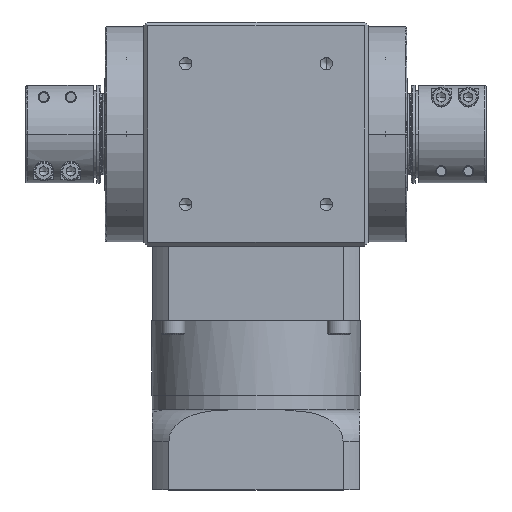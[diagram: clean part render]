
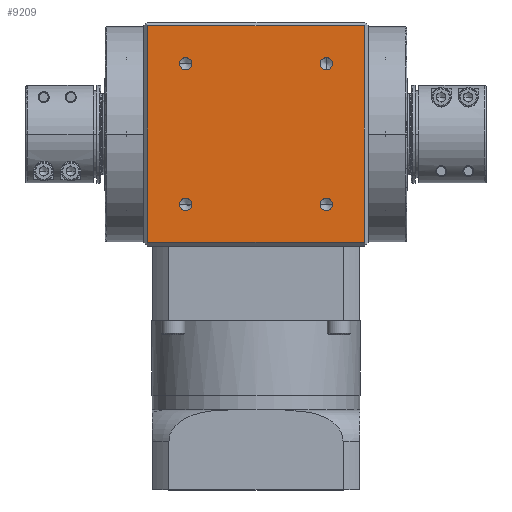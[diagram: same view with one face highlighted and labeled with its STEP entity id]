
A CAD part, top view. The second image highlights one B-rep face of the part: STEP entity #9209.
In plain terms, the highlighted planar face has unit normal (0, 0, 1).
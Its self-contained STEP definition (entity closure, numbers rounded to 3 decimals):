
#78 = EDGE_CURVE ( 'NONE', #30511, #32172, #948, .T. ) ;
#152 = EDGE_CURVE ( 'NONE', #27344, #34120, #31546, .T. ) ;
#734 = LINE ( 'NONE', #20569, #33333 ) ;
#948 = CIRCLE ( 'NONE', #3511, 3.4 ) ;
#1106 = ORIENTED_EDGE ( 'NONE', *, *, #26444, .F. ) ;
#1245 = CARTESIAN_POINT ( 'NONE',  ( 59.887, 136.3, 62. ) ) ;
#1279 = VECTOR ( 'NONE', #19538, 1000. ) ;
#1668 = DIRECTION ( 'NONE',  ( -1., 0., 0. ) ) ;
#2238 = FACE_BOUND ( 'NONE', #2648, .T. ) ;
#2472 = EDGE_CURVE ( 'NONE', #34319, #7502, #17286, .T. ) ;
#2648 = EDGE_LOOP ( 'NONE', ( #3639, #40348 ) ) ;
#3445 = CARTESIAN_POINT ( 'NONE',  ( -38.891, 160.809, 62. ) ) ;
#3511 = AXIS2_PLACEMENT_3D ( 'NONE', #19689, #19414, #16527 ) ;
#3639 = ORIENTED_EDGE ( 'NONE', *, *, #21260, .F. ) ;
#3876 = EDGE_LOOP ( 'NONE', ( #1106, #10075 ) ) ;
#4858 = CIRCLE ( 'NONE', #29145, 3.4 ) ;
#4984 = EDGE_CURVE ( 'NONE', #31218, #10583, #19013, .T. ) ;
#5348 = VERTEX_POINT ( 'NONE', #1245 ) ;
#5498 = ORIENTED_EDGE ( 'NONE', *, *, #28618, .F. ) ;
#6589 = AXIS2_PLACEMENT_3D ( 'NONE', #8112, #8059, #8047 ) ;
#7012 = CIRCLE ( 'NONE', #37070, 3.4 ) ;
#7489 = ORIENTED_EDGE ( 'NONE', *, *, #20307, .F. ) ;
#7502 = VERTEX_POINT ( 'NONE', #22312 ) ;
#7759 = ORIENTED_EDGE ( 'NONE', *, *, #4984, .F. ) ;
#8047 = DIRECTION ( 'NONE',  ( 0., -1., 0. ) ) ;
#8059 = DIRECTION ( 'NONE',  ( 0., 0., 1. ) ) ;
#8112 = CARTESIAN_POINT ( 'NONE',  ( -38.891, 235.191, 62. ) ) ;
#8309 = VECTOR ( 'NONE', #16515, 1000. ) ;
#8699 = DIRECTION ( 'NONE',  ( 0., 0., 1. ) ) ;
#8887 = CIRCLE ( 'NONE', #15609, 3.4 ) ;
#9209 = ADVANCED_FACE ( 'NONE', ( #10653, #27437, #2238, #18037, #26451 ), #12363, .F. ) ;
#9312 = CARTESIAN_POINT ( 'NONE',  ( -38.891, 238.591, 62. ) ) ;
#9330 = CARTESIAN_POINT ( 'NONE',  ( -75., 258.3, 62. ) ) ;
#10075 = ORIENTED_EDGE ( 'NONE', *, *, #2472, .F. ) ;
#10304 = LINE ( 'NONE', #32230, #8309 ) ;
#10563 = CARTESIAN_POINT ( 'NONE',  ( -38.891, 157.409, 62. ) ) ;
#10583 = VERTEX_POINT ( 'NONE', #11883 ) ;
#10635 = CARTESIAN_POINT ( 'NONE',  ( -59.887, 256.3, 62. ) ) ;
#10653 = FACE_BOUND ( 'NONE', #21266, .T. ) ;
#11267 = AXIS2_PLACEMENT_3D ( 'NONE', #11501, #11407, #11360 ) ;
#11287 = CARTESIAN_POINT ( 'NONE',  ( 38.891, 157.409, 62. ) ) ;
#11360 = DIRECTION ( 'NONE',  ( 0., -1., 0. ) ) ;
#11407 = DIRECTION ( 'NONE',  ( 0., 0., 1. ) ) ;
#11501 = CARTESIAN_POINT ( 'NONE',  ( 38.891, 235.191, 62. ) ) ;
#11883 = CARTESIAN_POINT ( 'NONE',  ( -38.891, 231.791, 62. ) ) ;
#12172 = CARTESIAN_POINT ( 'NONE',  ( 38.891, 154.009, 62. ) ) ;
#12361 = VERTEX_POINT ( 'NONE', #10635 ) ;
#12363 = PLANE ( 'NONE',  #13735 ) ;
#12390 = VERTEX_POINT ( 'NONE', #23304 ) ;
#12506 = DIRECTION ( 'NONE',  ( 0., 1., 0. ) ) ;
#13205 = CARTESIAN_POINT ( 'NONE',  ( -75., 256.3, 62. ) ) ;
#13255 = CARTESIAN_POINT ( 'NONE',  ( 38.891, 157.409, 62. ) ) ;
#13346 = DIRECTION ( 'NONE',  ( 0., 0., 1. ) ) ;
#13735 = AXIS2_PLACEMENT_3D ( 'NONE', #9330, #31412, #12506 ) ;
#13746 = DIRECTION ( 'NONE',  ( 0., -1., 0. ) ) ;
#13997 = DIRECTION ( 'NONE',  ( 0., -1., 0. ) ) ;
#14789 = DIRECTION ( 'NONE',  ( 0., 0., 1. ) ) ;
#14825 = ORIENTED_EDGE ( 'NONE', *, *, #16780, .F. ) ;
#15609 = AXIS2_PLACEMENT_3D ( 'NONE', #33674, #14789, #36796 ) ;
#16429 = DIRECTION ( 'NONE',  ( 0., -1., 0. ) ) ;
#16515 = DIRECTION ( 'NONE',  ( 0., 1., 0. ) ) ;
#16527 = DIRECTION ( 'NONE',  ( 0., -1., 0. ) ) ;
#16780 = EDGE_CURVE ( 'NONE', #12390, #12361, #10304, .T. ) ;
#17286 = CIRCLE ( 'NONE', #11267, 3.4 ) ;
#18037 = FACE_BOUND ( 'NONE', #37083, .T. ) ;
#18333 = AXIS2_PLACEMENT_3D ( 'NONE', #11287, #13346, #13997 ) ;
#19013 = CIRCLE ( 'NONE', #6589, 3.4 ) ;
#19051 = LINE ( 'NONE', #13205, #1279 ) ;
#19414 = DIRECTION ( 'NONE',  ( 0., 0., 1. ) ) ;
#19538 = DIRECTION ( 'NONE',  ( 1., 0., 0. ) ) ;
#19689 = CARTESIAN_POINT ( 'NONE',  ( -38.891, 157.409, 62. ) ) ;
#20307 = EDGE_CURVE ( 'NONE', #25220, #5348, #39419, .T. ) ;
#20569 = CARTESIAN_POINT ( 'NONE',  ( -75., 136.3, 62. ) ) ;
#20768 = DIRECTION ( 'NONE',  ( 0., -1., 0. ) ) ;
#20962 = CARTESIAN_POINT ( 'NONE',  ( 38.891, 238.591, 62. ) ) ;
#21260 = EDGE_CURVE ( 'NONE', #34120, #27344, #4858, .T. ) ;
#21266 = EDGE_LOOP ( 'NONE', ( #5498, #7759 ) ) ;
#22312 = CARTESIAN_POINT ( 'NONE',  ( 38.891, 231.791, 62. ) ) ;
#22699 = CARTESIAN_POINT ( 'NONE',  ( 59.887, 256.3, 62. ) ) ;
#23035 = EDGE_CURVE ( 'NONE', #12361, #25220, #19051, .T. ) ;
#23304 = CARTESIAN_POINT ( 'NONE',  ( -59.887, 136.3, 62. ) ) ;
#23610 = ORIENTED_EDGE ( 'NONE', *, *, #29711, .F. ) ;
#23826 = EDGE_CURVE ( 'NONE', #5348, #12390, #734, .T. ) ;
#23992 = CARTESIAN_POINT ( 'NONE',  ( -38.891, 154.009, 62. ) ) ;
#25220 = VERTEX_POINT ( 'NONE', #22699 ) ;
#25565 = ORIENTED_EDGE ( 'NONE', *, *, #23826, .F. ) ;
#26444 = EDGE_CURVE ( 'NONE', #7502, #34319, #8887, .T. ) ;
#26451 = FACE_OUTER_BOUND ( 'NONE', #35134, .T. ) ;
#27344 = VERTEX_POINT ( 'NONE', #38123 ) ;
#27437 = FACE_BOUND ( 'NONE', #3876, .T. ) ;
#27589 = CARTESIAN_POINT ( 'NONE',  ( -38.891, 235.191, 62. ) ) ;
#28277 = CIRCLE ( 'NONE', #38134, 3.4 ) ;
#28618 = EDGE_CURVE ( 'NONE', #10583, #31218, #28277, .T. ) ;
#29145 = AXIS2_PLACEMENT_3D ( 'NONE', #13255, #35279, #16429 ) ;
#29711 = EDGE_CURVE ( 'NONE', #32172, #30511, #7012, .T. ) ;
#30511 = VERTEX_POINT ( 'NONE', #3445 ) ;
#30783 = DIRECTION ( 'NONE',  ( 0., -1., 0. ) ) ;
#30917 = ORIENTED_EDGE ( 'NONE', *, *, #78, .F. ) ;
#31053 = VECTOR ( 'NONE', #20768, 1000. ) ;
#31218 = VERTEX_POINT ( 'NONE', #9312 ) ;
#31412 = DIRECTION ( 'NONE',  ( 0., 0., -1. ) ) ;
#31546 = CIRCLE ( 'NONE', #18333, 3.4 ) ;
#32172 = VERTEX_POINT ( 'NONE', #23992 ) ;
#32230 = CARTESIAN_POINT ( 'NONE',  ( -59.887, 0., 62. ) ) ;
#32633 = DIRECTION ( 'NONE',  ( 0., 0., 1. ) ) ;
#33333 = VECTOR ( 'NONE', #1668, 1000. ) ;
#33674 = CARTESIAN_POINT ( 'NONE',  ( 38.891, 235.191, 62. ) ) ;
#34120 = VERTEX_POINT ( 'NONE', #12172 ) ;
#34319 = VERTEX_POINT ( 'NONE', #20962 ) ;
#35102 = ORIENTED_EDGE ( 'NONE', *, *, #23035, .F. ) ;
#35134 = EDGE_LOOP ( 'NONE', ( #7489, #35102, #14825, #25565 ) ) ;
#35279 = DIRECTION ( 'NONE',  ( 0., 0., 1. ) ) ;
#36796 = DIRECTION ( 'NONE',  ( 0., -1., 0. ) ) ;
#37070 = AXIS2_PLACEMENT_3D ( 'NONE', #10563, #32633, #13746 ) ;
#37083 = EDGE_LOOP ( 'NONE', ( #23610, #30917 ) ) ;
#38123 = CARTESIAN_POINT ( 'NONE',  ( 38.891, 160.809, 62. ) ) ;
#38134 = AXIS2_PLACEMENT_3D ( 'NONE', #27589, #8699, #30783 ) ;
#39419 = LINE ( 'NONE', #39525, #31053 ) ;
#39525 = CARTESIAN_POINT ( 'NONE',  ( 59.887, 0., 62. ) ) ;
#40348 = ORIENTED_EDGE ( 'NONE', *, *, #152, .F. ) ;
